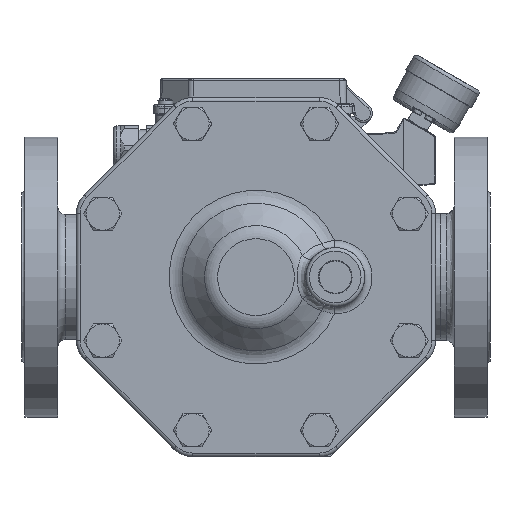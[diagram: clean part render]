
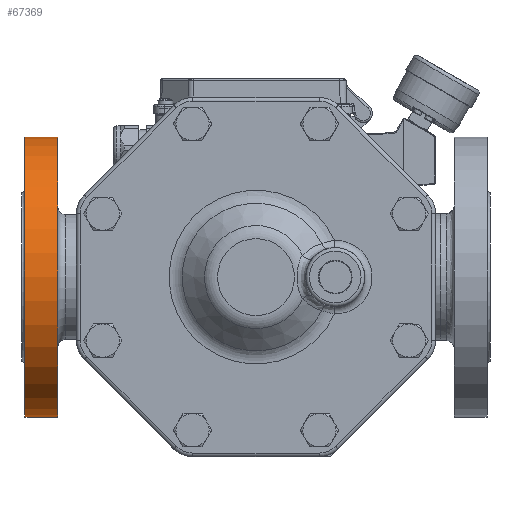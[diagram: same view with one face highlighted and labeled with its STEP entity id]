
A CAD part, front view. The second image highlights one B-rep face of the part: STEP entity #67369.
In plain terms, the highlighted cylindrical face has radius 76 mm (diameter 152 mm), a full revolution.
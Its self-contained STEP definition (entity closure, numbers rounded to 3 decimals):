
#2230=CIRCLE('',#71892,76.);
#2231=CIRCLE('',#71893,76.);
#2232=CIRCLE('',#71894,76.);
#2233=CIRCLE('',#71895,76.);
#5217=CYLINDRICAL_SURFACE('',#71891,76.);
#9365=FACE_OUTER_BOUND('',#13546,.T.);
#13546=EDGE_LOOP('',(#47900,#47901,#47902,#47903,#47904,#47905));
#18054=LINE('',#110756,#22274);
#22274=VECTOR('',#81001,76.);
#28649=VERTEX_POINT('',#110751);
#28650=VERTEX_POINT('',#110752);
#28651=VERTEX_POINT('',#110755);
#28652=VERTEX_POINT('',#110757);
#35824=EDGE_CURVE('',#28649,#28650,#2230,.T.);
#35825=EDGE_CURVE('',#28650,#28649,#2231,.T.);
#35826=EDGE_CURVE('',#28650,#28651,#18054,.T.);
#35827=EDGE_CURVE('',#28651,#28652,#2232,.T.);
#35828=EDGE_CURVE('',#28652,#28651,#2233,.T.);
#47900=ORIENTED_EDGE('',*,*,#35824,.F.);
#47901=ORIENTED_EDGE('',*,*,#35825,.F.);
#47902=ORIENTED_EDGE('',*,*,#35826,.T.);
#47903=ORIENTED_EDGE('',*,*,#35827,.T.);
#47904=ORIENTED_EDGE('',*,*,#35828,.T.);
#47905=ORIENTED_EDGE('',*,*,#35826,.F.);
#67369=ADVANCED_FACE('',(#9365),#5217,.T.);
#71891=AXIS2_PLACEMENT_3D('',#110750,#80995,#80996);
#71892=AXIS2_PLACEMENT_3D('',#110753,#80997,#80998);
#71893=AXIS2_PLACEMENT_3D('',#110754,#80999,#81000);
#71894=AXIS2_PLACEMENT_3D('',#110758,#81002,#81003);
#71895=AXIS2_PLACEMENT_3D('',#110759,#81004,#81005);
#80995=DIRECTION('center_axis',(1.,0.,0.));
#80996=DIRECTION('ref_axis',(0.,1.,0.));
#80997=DIRECTION('center_axis',(1.,0.,0.));
#80998=DIRECTION('ref_axis',(0.,0.,-1.));
#80999=DIRECTION('center_axis',(1.,0.,0.));
#81000=DIRECTION('ref_axis',(0.,0.,-1.));
#81001=DIRECTION('',(-1.,0.,0.));
#81002=DIRECTION('center_axis',(1.,0.,0.));
#81003=DIRECTION('ref_axis',(0.,1.,0.));
#81004=DIRECTION('center_axis',(1.,0.,0.));
#81005=DIRECTION('ref_axis',(0.,1.,0.));
#110750=CARTESIAN_POINT('Origin',(-117.133,35.946,0.));
#110751=CARTESIAN_POINT('',(-107.383,111.946,0.));
#110752=CARTESIAN_POINT('',(-107.383,-40.054,0.));
#110753=CARTESIAN_POINT('Origin',(-107.383,35.946,0.));
#110754=CARTESIAN_POINT('Origin',(-107.383,35.946,0.));
#110755=CARTESIAN_POINT('',(-125.283,-40.054,0.));
#110756=CARTESIAN_POINT('',(-117.133,-40.054,0.));
#110757=CARTESIAN_POINT('',(-125.283,35.946,76.));
#110758=CARTESIAN_POINT('Origin',(-125.283,35.946,0.));
#110759=CARTESIAN_POINT('Origin',(-125.283,35.946,0.));
